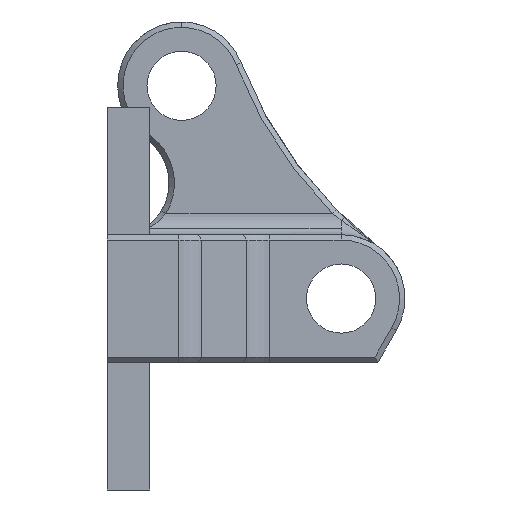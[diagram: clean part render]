
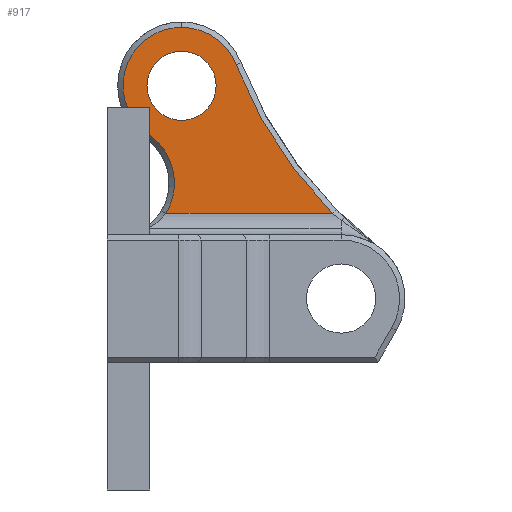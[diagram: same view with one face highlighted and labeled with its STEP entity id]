
A CAD part, front view. The second image highlights one B-rep face of the part: STEP entity #917.
In plain terms, the highlighted planar face has unit normal (0, -1, 0).
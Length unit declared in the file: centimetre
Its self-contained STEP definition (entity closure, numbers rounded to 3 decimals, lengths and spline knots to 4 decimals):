
#34 = DIRECTION ( 'NONE',  ( 0., 0., -1. ) ) ;
#67 = AXIS2_PLACEMENT_3D ( 'NONE', #113, #3630, #1003 ) ;
#73 = CIRCLE ( 'NONE', #3274, 0.325 ) ;
#113 = CARTESIAN_POINT ( 'NONE',  ( -1.5, 0., 2. ) ) ;
#159 = DIRECTION ( 'NONE',  ( 0., -1., 0. ) ) ;
#179 = PLANE ( 'NONE',  #716 ) ;
#222 = CARTESIAN_POINT ( 'NONE',  ( -1.5, 0., 2.325 ) ) ;
#272 = ORIENTED_EDGE ( 'NONE', *, *, #2241, .F. ) ;
#281 = EDGE_LOOP ( 'NONE', ( #272, #2572, #2206, #1469, #3535, #1690 ) ) ;
#282 = DIRECTION ( 'NONE',  ( 0., 1., 0. ) ) ;
#302 = DIRECTION ( 'NONE',  ( 0., 0., -1. ) ) ;
#317 = DIRECTION ( 'NONE',  ( 0., -1., 0. ) ) ;
#320 = CARTESIAN_POINT ( 'NONE',  ( 2.7915, 0., 3.6561 ) ) ;
#361 = VERTEX_POINT ( 'NONE', #1309 ) ;
#368 = ORIENTED_EDGE ( 'NONE', *, *, #1912, .F. ) ;
#385 = VERTEX_POINT ( 'NONE', #2816 ) ;
#422 = VERTEX_POINT ( 'NONE', #222 ) ;
#431 = EDGE_LOOP ( 'NONE', ( #368, #2783 ) ) ;
#569 = VERTEX_POINT ( 'NONE', #2911 ) ;
#609 = AXIS2_PLACEMENT_3D ( 'NONE', #320, #282, #302 ) ;
#716 = AXIS2_PLACEMENT_3D ( 'NONE', #2226, #159, #1926 ) ;
#775 = FACE_BOUND ( 'NONE', #431, .T. ) ;
#805 = DIRECTION ( 'NONE',  ( 0., 1., 0. ) ) ;
#858 = CIRCLE ( 'NONE', #67, 0.55 ) ;
#917 = ADVANCED_FACE ( 'NONE', ( #1286, #775 ), #179, .T. ) ;
#1003 = DIRECTION ( 'NONE',  ( 0., 0., -1. ) ) ;
#1031 = VECTOR ( 'NONE', #1937, 100. ) ;
#1038 = CIRCLE ( 'NONE', #1646, 0.325 ) ;
#1125 = VERTEX_POINT ( 'NONE', #3192 ) ;
#1144 = DIRECTION ( 'NONE',  ( 0., -1., 0. ) ) ;
#1166 = CARTESIAN_POINT ( 'NONE',  ( -1.5, 0., 2. ) ) ;
#1211 = CIRCLE ( 'NONE', #3321, 4.05 ) ;
#1286 = FACE_OUTER_BOUND ( 'NONE', #281, .T. ) ;
#1309 = CARTESIAN_POINT ( 'NONE',  ( -1.8338, 0., 1.5629 ) ) ;
#1451 = CIRCLE ( 'NONE', #3433, 0.55 ) ;
#1469 = ORIENTED_EDGE ( 'NONE', *, *, #2363, .T. ) ;
#1481 = DIRECTION ( 'NONE',  ( 0., -1., 0. ) ) ;
#1508 = CIRCLE ( 'NONE', #1751, 0.55 ) ;
#1553 = EDGE_CURVE ( 'NONE', #385, #3097, #1451, .T. ) ;
#1577 = EDGE_CURVE ( 'NONE', #3743, #569, #1508, .T. ) ;
#1646 = AXIS2_PLACEMENT_3D ( 'NONE', #3172, #1481, #34 ) ;
#1690 = ORIENTED_EDGE ( 'NONE', *, *, #1577, .T. ) ;
#1751 = AXIS2_PLACEMENT_3D ( 'NONE', #2580, #805, #2824 ) ;
#1902 = EDGE_CURVE ( 'NONE', #1125, #422, #73, .T. ) ;
#1912 = EDGE_CURVE ( 'NONE', #422, #1125, #1038, .T. ) ;
#1923 = DIRECTION ( 'NONE',  ( 0., 0., -1. ) ) ;
#1926 = DIRECTION ( 'NONE',  ( 0., 0., -1. ) ) ;
#1937 = DIRECTION ( 'NONE',  ( -1., 0., 0. ) ) ;
#2206 = ORIENTED_EDGE ( 'NONE', *, *, #1553, .T. ) ;
#2226 = CARTESIAN_POINT ( 'NONE',  ( 0., 0., 0. ) ) ;
#2230 = CIRCLE ( 'NONE', #609, 4.05 ) ;
#2241 = EDGE_CURVE ( 'NONE', #3116, #569, #2803, .T. ) ;
#2261 = CARTESIAN_POINT ( 'NONE',  ( -1.5, 0., 2.55 ) ) ;
#2269 = CARTESIAN_POINT ( 'NONE',  ( -1.775, 0., 1.5171 ) ) ;
#2363 = EDGE_CURVE ( 'NONE', #3097, #361, #858, .T. ) ;
#2561 = EDGE_CURVE ( 'NONE', #3116, #385, #2230, .T. ) ;
#2572 = ORIENTED_EDGE ( 'NONE', *, *, #2561, .T. ) ;
#2580 = CARTESIAN_POINT ( 'NONE',  ( -2.1167, 0., 1.0862 ) ) ;
#2607 = DIRECTION ( 'NONE',  ( 0., 0., -1. ) ) ;
#2783 = ORIENTED_EDGE ( 'NONE', *, *, #1902, .F. ) ;
#2799 = EDGE_CURVE ( 'NONE', #361, #3743, #1211, .T. ) ;
#2803 = LINE ( 'NONE', #3377, #1031 ) ;
#2816 = CARTESIAN_POINT ( 'NONE',  ( -0.9869, 0., 2.198 ) ) ;
#2824 = DIRECTION ( 'NONE',  ( 0., 0., -1. ) ) ;
#2911 = CARTESIAN_POINT ( 'NONE',  ( -1.6471, 0., 0.8 ) ) ;
#3097 = VERTEX_POINT ( 'NONE', #2261 ) ;
#3116 = VERTEX_POINT ( 'NONE', #3400 ) ;
#3172 = CARTESIAN_POINT ( 'NONE',  ( -1.5, 0., 2. ) ) ;
#3192 = CARTESIAN_POINT ( 'NONE',  ( -1.5, 0., 1.675 ) ) ;
#3274 = AXIS2_PLACEMENT_3D ( 'NONE', #3740, #317, #2607 ) ;
#3306 = CARTESIAN_POINT ( 'NONE',  ( -4.2915, 0., -1.6561 ) ) ;
#3321 = AXIS2_PLACEMENT_3D ( 'NONE', #3306, #3619, #1923 ) ;
#3377 = CARTESIAN_POINT ( 'NONE',  ( -0.75, 0., 0.8 ) ) ;
#3400 = CARTESIAN_POINT ( 'NONE',  ( -0.0799, 0., 0.8 ) ) ;
#3433 = AXIS2_PLACEMENT_3D ( 'NONE', #1166, #1144, #3434 ) ;
#3434 = DIRECTION ( 'NONE',  ( 0., 0., -1. ) ) ;
#3535 = ORIENTED_EDGE ( 'NONE', *, *, #2799, .T. ) ;
#3619 = DIRECTION ( 'NONE',  ( 0., 1., 0. ) ) ;
#3630 = DIRECTION ( 'NONE',  ( 0., -1., 0. ) ) ;
#3740 = CARTESIAN_POINT ( 'NONE',  ( -1.5, 0., 2. ) ) ;
#3743 = VERTEX_POINT ( 'NONE', #2269 ) ;
